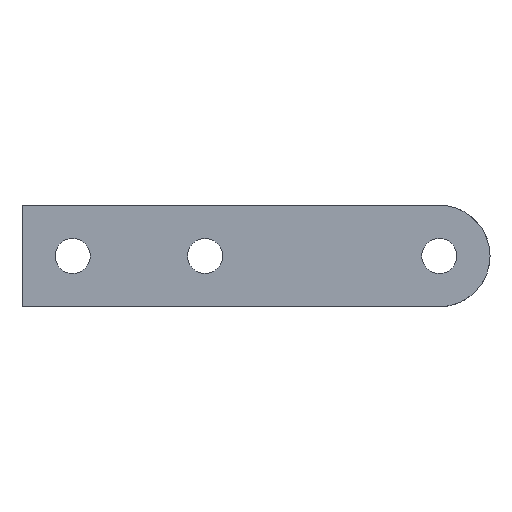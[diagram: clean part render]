
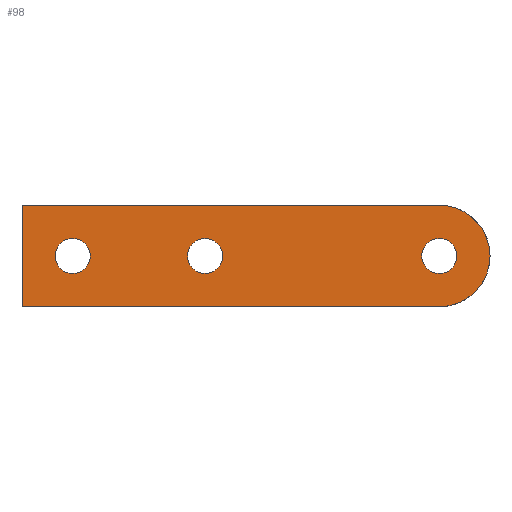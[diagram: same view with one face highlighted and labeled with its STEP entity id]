
A CAD part, top view. The second image highlights one B-rep face of the part: STEP entity #98.
In plain terms, the highlighted planar face has unit normal (0, 0, 1).
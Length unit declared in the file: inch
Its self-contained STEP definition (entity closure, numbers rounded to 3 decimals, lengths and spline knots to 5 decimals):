
#98=ADVANCED_FACE('',(#199,#200,#201,#202),#203,.T.);
#199=FACE_BOUND('',#401,.T.);
#200=FACE_BOUND('',#402,.T.);
#201=FACE_BOUND('',#403,.T.);
#202=FACE_OUTER_BOUND('',#404,.T.);
#203=PLANE('',#405);
#401=EDGE_LOOP('',(#603,#604,#605,#606));
#402=EDGE_LOOP('',(#607,#608,#609,#610));
#403=EDGE_LOOP('',(#611,#612,#613,#614));
#404=EDGE_LOOP('',(#615,#616,#617,#618,#619));
#405=AXIS2_PLACEMENT_3D('',#620,#621,#622);
#603=ORIENTED_EDGE('',*,*,#717,.F.);
#604=ORIENTED_EDGE('',*,*,#735,.F.);
#605=ORIENTED_EDGE('',*,*,#739,.F.);
#606=ORIENTED_EDGE('',*,*,#740,.F.);
#607=ORIENTED_EDGE('',*,*,#741,.F.);
#608=ORIENTED_EDGE('',*,*,#742,.F.);
#609=ORIENTED_EDGE('',*,*,#743,.F.);
#610=ORIENTED_EDGE('',*,*,#730,.F.);
#611=ORIENTED_EDGE('',*,*,#726,.F.);
#612=ORIENTED_EDGE('',*,*,#744,.F.);
#613=ORIENTED_EDGE('',*,*,#722,.F.);
#614=ORIENTED_EDGE('',*,*,#712,.F.);
#615=ORIENTED_EDGE('',*,*,#745,.F.);
#616=ORIENTED_EDGE('',*,*,#707,.F.);
#617=ORIENTED_EDGE('',*,*,#746,.F.);
#618=ORIENTED_EDGE('',*,*,#747,.F.);
#619=ORIENTED_EDGE('',*,*,#748,.F.);
#620=CARTESIAN_POINT('',(1.79747,0.40595,0.125));
#621=DIRECTION('',(0.0,0.0,1.0));
#622=DIRECTION('',(1.0,0.0,0.0));
#707=EDGE_CURVE('',#778,#779,#780,.T.);
#712=EDGE_CURVE('',#787,#788,#789,.T.);
#717=EDGE_CURVE('',#796,#797,#798,.T.);
#722=EDGE_CURVE('',#788,#805,#806,.T.);
#726=EDGE_CURVE('',#811,#787,#812,.T.);
#730=EDGE_CURVE('',#817,#818,#819,.T.);
#735=EDGE_CURVE('',#826,#796,#827,.T.);
#739=EDGE_CURVE('',#832,#826,#833,.T.);
#740=EDGE_CURVE('',#797,#832,#834,.T.);
#741=EDGE_CURVE('',#835,#817,#836,.T.);
#742=EDGE_CURVE('',#837,#835,#838,.T.);
#743=EDGE_CURVE('',#818,#837,#839,.T.);
#744=EDGE_CURVE('',#805,#811,#840,.T.);
#745=EDGE_CURVE('',#779,#841,#842,.T.);
#746=EDGE_CURVE('',#843,#778,#844,.T.);
#747=EDGE_CURVE('',#845,#843,#846,.T.);
#748=EDGE_CURVE('',#841,#845,#847,.T.);
#778=VERTEX_POINT('',#883);
#779=VERTEX_POINT('',#884);
#780=B_SPLINE_CURVE_WITH_KNOTS('',3,(#885,#886,#887,#888),.UNSPECIFIED.,.F.,.F.,(4,4),(-1.0,-0.0),.UNSPECIFIED.);
#787=VERTEX_POINT('',#900);
#788=VERTEX_POINT('',#901);
#789=B_SPLINE_CURVE_WITH_KNOTS('',3,(#902,#903,#904,#905),.UNSPECIFIED.,.F.,.F.,(4,4),(0.0,1.0),.UNSPECIFIED.);
#796=VERTEX_POINT('',#917);
#797=VERTEX_POINT('',#918);
#798=B_SPLINE_CURVE_WITH_KNOTS('',3,(#919,#920,#921,#922),.UNSPECIFIED.,.F.,.F.,(4,4),(0.0,1.0),.UNSPECIFIED.);
#805=VERTEX_POINT('',#934);
#806=B_SPLINE_CURVE_WITH_KNOTS('',3,(#935,#936,#937,#938),.UNSPECIFIED.,.F.,.F.,(4,4),(0.0,1.0),.UNSPECIFIED.);
#811=VERTEX_POINT('',#947);
#812=B_SPLINE_CURVE_WITH_KNOTS('',3,(#948,#949,#950,#951),.UNSPECIFIED.,.F.,.F.,(4,4),(0.0,1.0),.UNSPECIFIED.);
#817=VERTEX_POINT('',#960);
#818=VERTEX_POINT('',#961);
#819=B_SPLINE_CURVE_WITH_KNOTS('',3,(#962,#963,#964,#965),.UNSPECIFIED.,.F.,.F.,(4,4),(0.0,1.0),.UNSPECIFIED.);
#826=VERTEX_POINT('',#977);
#827=B_SPLINE_CURVE_WITH_KNOTS('',3,(#978,#979,#980,#981),.UNSPECIFIED.,.F.,.F.,(4,4),(0.0,1.0),.UNSPECIFIED.);
#832=VERTEX_POINT('',#990);
#833=B_SPLINE_CURVE_WITH_KNOTS('',3,(#991,#992,#993,#994),.UNSPECIFIED.,.F.,.F.,(4,4),(0.0,1.0),.UNSPECIFIED.);
#834=B_SPLINE_CURVE_WITH_KNOTS('',3,(#995,#996,#997,#998),.UNSPECIFIED.,.F.,.F.,(4,4),(0.0,1.0),.UNSPECIFIED.);
#835=VERTEX_POINT('',#999);
#836=B_SPLINE_CURVE_WITH_KNOTS('',3,(#1000,#1001,#1002,#1003),.UNSPECIFIED.,.F.,.F.,(4,4),(0.0,1.0),.UNSPECIFIED.);
#837=VERTEX_POINT('',#1004);
#838=B_SPLINE_CURVE_WITH_KNOTS('',3,(#1005,#1006,#1007,#1008),.UNSPECIFIED.,.F.,.F.,(4,4),(0.0,1.0),.UNSPECIFIED.);
#839=B_SPLINE_CURVE_WITH_KNOTS('',3,(#1009,#1010,#1011,#1012),.UNSPECIFIED.,.F.,.F.,(4,4),(0.0,1.0),.UNSPECIFIED.);
#840=B_SPLINE_CURVE_WITH_KNOTS('',3,(#1013,#1014,#1015,#1016),.UNSPECIFIED.,.F.,.F.,(4,4),(0.0,1.0),.UNSPECIFIED.);
#841=VERTEX_POINT('',#1017);
#842=B_SPLINE_CURVE_WITH_KNOTS('',3,(#1018,#1019,#1020,#1021),.UNSPECIFIED.,.F.,.F.,(4,4),(-1.0,-0.0),.UNSPECIFIED.);
#843=VERTEX_POINT('',#1022);
#844=LINE('',#1023,#1024);
#845=VERTEX_POINT('',#1025);
#846=LINE('',#1026,#1027);
#847=LINE('',#1028,#1029);
#883=CARTESIAN_POINT('',(3.34461,0.8119,0.125));
#884=CARTESIAN_POINT('',(3.75056,0.40595,0.125));
#885=CARTESIAN_POINT('',(3.34461,0.8119,0.125));
#886=CARTESIAN_POINT('',(3.56883,0.8119,0.125));
#887=CARTESIAN_POINT('',(3.75056,0.63015,0.125));
#888=CARTESIAN_POINT('',(3.75056,0.40595,0.125));
#900=CARTESIAN_POINT('',(3.34461,0.54648,0.125));
#901=CARTESIAN_POINT('',(3.20409,0.40595,0.125));
#902=CARTESIAN_POINT('',(3.34461,0.54648,0.125));
#903=CARTESIAN_POINT('',(3.267,0.54648,0.125));
#904=CARTESIAN_POINT('',(3.20409,0.48355,0.125));
#905=CARTESIAN_POINT('',(3.20409,0.40595,0.125));
#917=CARTESIAN_POINT('',(1.60819,0.40595,0.125));
#918=CARTESIAN_POINT('',(1.46767,0.54648,0.125));
#919=CARTESIAN_POINT('',(1.60819,0.40595,0.125));
#920=CARTESIAN_POINT('',(1.60819,0.48355,0.125));
#921=CARTESIAN_POINT('',(1.54527,0.54648,0.125));
#922=CARTESIAN_POINT('',(1.46767,0.54648,0.125));
#934=CARTESIAN_POINT('',(3.34461,0.26543,0.125));
#935=CARTESIAN_POINT('',(3.20409,0.40595,0.125));
#936=CARTESIAN_POINT('',(3.20409,0.32836,0.125));
#937=CARTESIAN_POINT('',(3.267,0.26543,0.125));
#938=CARTESIAN_POINT('',(3.34461,0.26543,0.125));
#947=CARTESIAN_POINT('',(3.48513,0.40595,0.125));
#948=CARTESIAN_POINT('',(3.48513,0.40595,0.125));
#949=CARTESIAN_POINT('',(3.48513,0.48355,0.125));
#950=CARTESIAN_POINT('',(3.42223,0.54648,0.125));
#951=CARTESIAN_POINT('',(3.34461,0.54648,0.125));
#960=CARTESIAN_POINT('',(0.40595,0.54648,0.125));
#961=CARTESIAN_POINT('',(0.26543,0.40595,0.125));
#962=CARTESIAN_POINT('',(0.40595,0.54648,0.125));
#963=CARTESIAN_POINT('',(0.32835,0.54648,0.125));
#964=CARTESIAN_POINT('',(0.26543,0.48355,0.125));
#965=CARTESIAN_POINT('',(0.26543,0.40595,0.125));
#977=CARTESIAN_POINT('',(1.46767,0.26543,0.125));
#978=CARTESIAN_POINT('',(1.46767,0.26543,0.125));
#979=CARTESIAN_POINT('',(1.54527,0.26543,0.125));
#980=CARTESIAN_POINT('',(1.60819,0.32836,0.125));
#981=CARTESIAN_POINT('',(1.60819,0.40595,0.125));
#990=CARTESIAN_POINT('',(1.32715,0.40595,0.125));
#991=CARTESIAN_POINT('',(1.32715,0.40595,0.125));
#992=CARTESIAN_POINT('',(1.32715,0.32836,0.125));
#993=CARTESIAN_POINT('',(1.39006,0.26543,0.125));
#994=CARTESIAN_POINT('',(1.46767,0.26543,0.125));
#995=CARTESIAN_POINT('',(1.46767,0.54648,0.125));
#996=CARTESIAN_POINT('',(1.39006,0.54648,0.125));
#997=CARTESIAN_POINT('',(1.32715,0.48355,0.125));
#998=CARTESIAN_POINT('',(1.32715,0.40595,0.125));
#999=CARTESIAN_POINT('',(0.54647,0.40595,0.125));
#1000=CARTESIAN_POINT('',(0.54647,0.40595,0.125));
#1001=CARTESIAN_POINT('',(0.54647,0.48355,0.125));
#1002=CARTESIAN_POINT('',(0.48355,0.54648,0.125));
#1003=CARTESIAN_POINT('',(0.40595,0.54648,0.125));
#1004=CARTESIAN_POINT('',(0.40595,0.26543,0.125));
#1005=CARTESIAN_POINT('',(0.40595,0.26543,0.125));
#1006=CARTESIAN_POINT('',(0.48355,0.26543,0.125));
#1007=CARTESIAN_POINT('',(0.54647,0.32836,0.125));
#1008=CARTESIAN_POINT('',(0.54647,0.40595,0.125));
#1009=CARTESIAN_POINT('',(0.26543,0.40595,0.125));
#1010=CARTESIAN_POINT('',(0.26543,0.32836,0.125));
#1011=CARTESIAN_POINT('',(0.32835,0.26543,0.125));
#1012=CARTESIAN_POINT('',(0.40595,0.26543,0.125));
#1013=CARTESIAN_POINT('',(3.34461,0.26543,0.125));
#1014=CARTESIAN_POINT('',(3.42223,0.26543,0.125));
#1015=CARTESIAN_POINT('',(3.48513,0.32836,0.125));
#1016=CARTESIAN_POINT('',(3.48513,0.40595,0.125));
#1017=CARTESIAN_POINT('',(3.34461,0.0,0.125));
#1018=CARTESIAN_POINT('',(3.75056,0.40595,0.125));
#1019=CARTESIAN_POINT('',(3.75056,0.18175,0.125));
#1020=CARTESIAN_POINT('',(3.56883,0.0,0.125));
#1021=CARTESIAN_POINT('',(3.34461,0.0,0.125));
#1022=CARTESIAN_POINT('',(0.0,0.8119,0.125));
#1023=CARTESIAN_POINT('',(3.34461,0.8119,0.125));
#1024=VECTOR('',#1105,1.0);
#1025=CARTESIAN_POINT('',(0.0,0.0,0.125));
#1026=CARTESIAN_POINT('',(0.0,0.8119,0.125));
#1027=VECTOR('',#1106,1.0);
#1028=CARTESIAN_POINT('',(0.0,0.0,0.125));
#1029=VECTOR('',#1107,1.0);
#1105=DIRECTION('',(1.0,0.0,0.0));
#1106=DIRECTION('',(0.0,1.0,0.0));
#1107=DIRECTION('',(-1.0,-0.0,-0.0));
